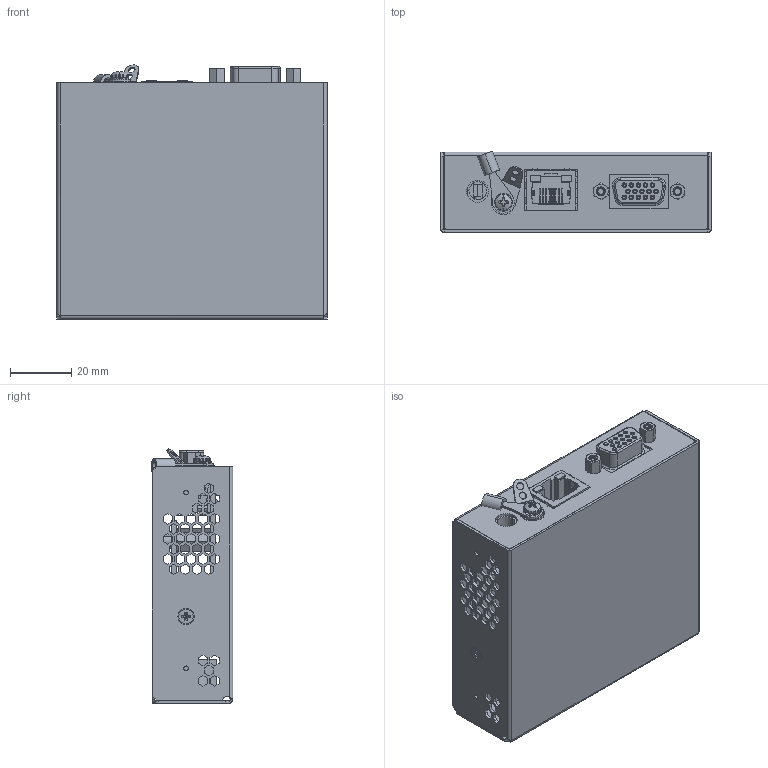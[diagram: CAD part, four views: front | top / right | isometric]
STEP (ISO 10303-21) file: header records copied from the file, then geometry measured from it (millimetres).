
FILE_DESCRIPTION (( 'STEP AP214' ), '1' );
FILE_NAME ('ST-C5KVM-600-R.STEP', '2021-01-08T20:42:33', ( '' ), ( '' ), 'SwSTEP 2.0', 'SolidWorks 2011', '' );
FILE_SCHEMA (( 'AUTOMOTIVE_DESIGN' ));
Length unit declared in the file: inch
Products named in the file (1): ST-C5KVM-600-R
Bounding box: 88.14 x 26.61 x 82.91 mm (x, y, z)
Surface area: 63685 mm2 (no closed solid volume)
Topology: 0 solids, 53 shells, 1161 faces, 3987 edges, 2856 vertices
Faces by surface type: plane 722, cylinder 278, cone 76, bspline 53, torus 30, sphere 2
Entity records: 61907 total; most frequent: CARTESIAN_POINT 12041, DIRECTION 6933, ORIENTED_EDGE 6688, EDGE_CURVE 3987, VERTEX_POINT 2856, LINE 2591, VECTOR 2591, AXIS2_PLACEMENT_3D 2171
